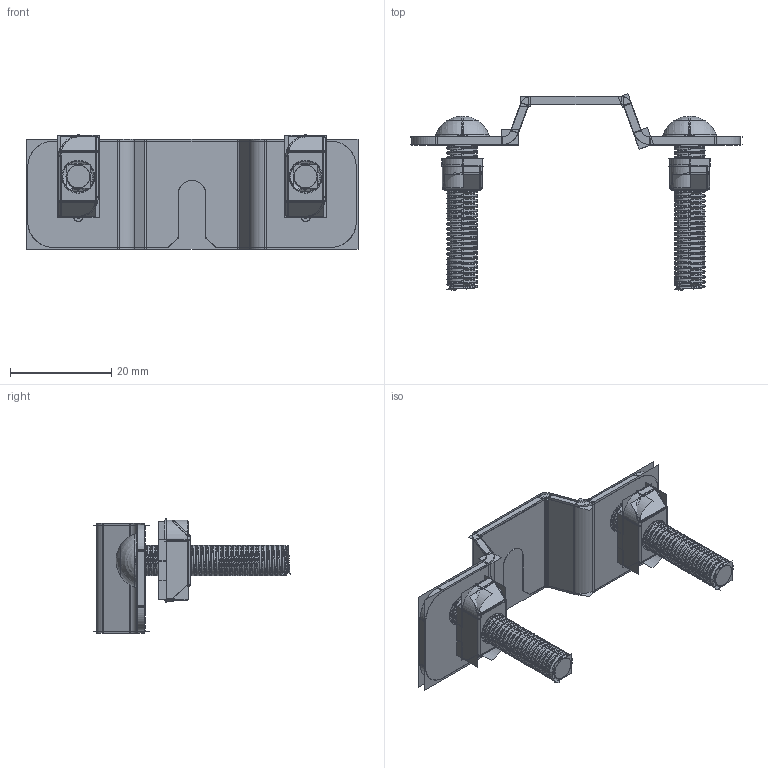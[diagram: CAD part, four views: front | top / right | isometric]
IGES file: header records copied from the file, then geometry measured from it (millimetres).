
Start section:  PTC IGES file: 196053.igs
Global section: file name: 196053.igs; native system: Creo Parametric by Parametric Technology Corporation; preprocessor: 2016010; author: pdmadmin; organization: Unknown; date: 20160810.133323; units: millimetre
Bounding box: 65.71 x 38.88 x 22.74 mm (x, y, z)
Volume: 7285.1 mm3; surface area: 46801.8 mm2
Topology: 6 solids, 7 shells, 656 faces, 4090 edges, 5714 vertices
Faces by surface type: revolution 462, bspline 194
